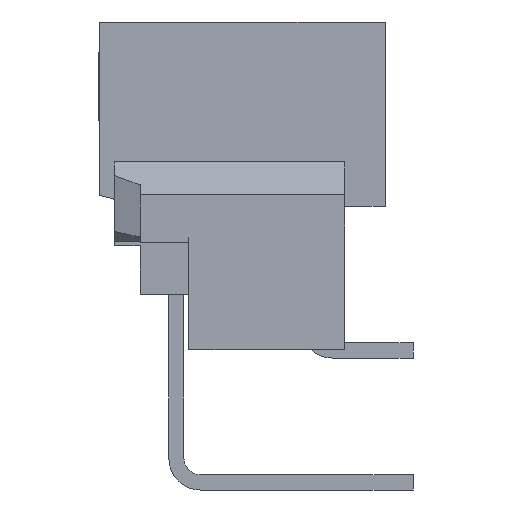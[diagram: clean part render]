
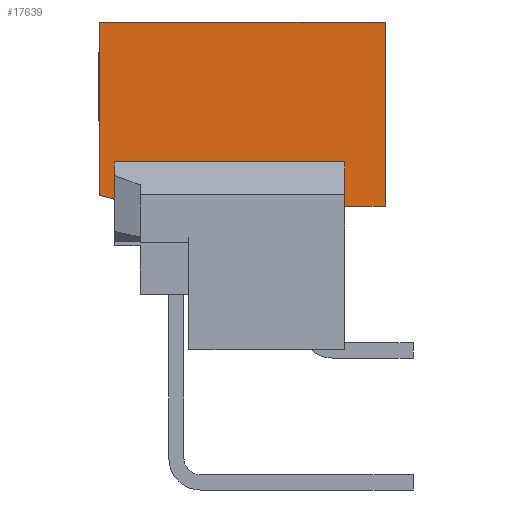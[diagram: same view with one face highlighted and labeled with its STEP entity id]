
A CAD part, left-side view. The second image highlights one B-rep face of the part: STEP entity #17639.
In plain terms, the highlighted planar face has unit normal (-1, 0, 0).
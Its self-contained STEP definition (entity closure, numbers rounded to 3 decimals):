
#277=DIRECTION('',(0.,0.,1.));
#278=VECTOR('',#277,1.705);
#279=CARTESIAN_POINT('',(-43.88,3.935,-7.09));
#280=LINE('',#279,#278);
#1533=DIRECTION('',(0.,1.,0.));
#1534=VECTOR('',#1533,7.87);
#1535=CARTESIAN_POINT('',(-43.88,-3.935,-5.385));
#1536=LINE('',#1535,#1534);
#1577=DIRECTION('',(0.,-0.966,-0.259));
#1578=VECTOR('',#1577,0.357);
#1579=CARTESIAN_POINT('',(-43.88,4.28,-6.998));
#1580=LINE('',#1579,#1578);
#1581=DIRECTION('',(0.,-1.,0.));
#1582=VECTOR('',#1581,11.);
#1583=CARTESIAN_POINT('',(-43.88,5.5,0.));
#1584=LINE('',#1583,#1582);
#1585=DIRECTION('',(0.,0.,1.));
#1586=VECTOR('',#1585,1.705);
#1587=CARTESIAN_POINT('',(-43.88,-3.935,-7.09));
#1588=LINE('',#1587,#1586);
#1601=DIRECTION('',(0.,-0.966,-0.259));
#1602=VECTOR('',#1601,1.263);
#1603=CARTESIAN_POINT('',(-43.88,5.5,-6.671));
#1604=LINE('',#1603,#1602);
#1617=DIRECTION('',(0.,0.,-1.));
#1618=VECTOR('',#1617,6.671);
#1619=CARTESIAN_POINT('',(-43.88,5.5,0.));
#1620=LINE('',#1619,#1618);
#1816=DIRECTION('',(0.,0.,1.));
#1817=VECTOR('',#1816,7.09);
#1818=CARTESIAN_POINT('',(-43.88,-5.5,-7.09));
#1819=LINE('',#1818,#1817);
#1828=DIRECTION('',(0.,-1.,0.));
#1829=VECTOR('',#1828,1.565);
#1830=CARTESIAN_POINT('',(-43.88,-3.935,-7.09));
#1831=LINE('',#1830,#1829);
#12279=CARTESIAN_POINT('',(-43.88,-3.935,-5.385));
#12280=CARTESIAN_POINT('',(-43.88,3.935,-5.385));
#12281=VERTEX_POINT('',#12279);
#12282=VERTEX_POINT('',#12280);
#12291=CARTESIAN_POINT('',(-43.88,5.5,0.));
#12292=CARTESIAN_POINT('',(-43.88,5.5,-6.671));
#12293=VERTEX_POINT('',#12291);
#12294=VERTEX_POINT('',#12292);
#12299=CARTESIAN_POINT('',(-43.88,-5.5,-7.09));
#12300=CARTESIAN_POINT('',(-43.88,-5.5,0.));
#12301=VERTEX_POINT('',#12299);
#12302=VERTEX_POINT('',#12300);
#12305=CARTESIAN_POINT('',(-43.88,-3.935,-7.09));
#12306=VERTEX_POINT('',#12305);
#15643=CARTESIAN_POINT('',(-43.88,3.935,-7.09));
#15645=VERTEX_POINT('',#15643);
#15647=CARTESIAN_POINT('',(-43.88,4.28,-6.998));
#15648=VERTEX_POINT('',#15647);
#17618=CARTESIAN_POINT('',(-43.88,-5.5,0.));
#17619=DIRECTION('',(1.,0.,0.));
#17620=DIRECTION('',(0.,0.,-1.));
#17621=AXIS2_PLACEMENT_3D('',#17618,#17619,#17620);
#17622=PLANE('',#17621);
#17623=ORIENTED_EDGE('',*,*,#17476,.F.);
#17625=ORIENTED_EDGE('',*,*,#17624,.F.);
#17627=ORIENTED_EDGE('',*,*,#17626,.F.);
#17629=ORIENTED_EDGE('',*,*,#17628,.T.);
#17631=ORIENTED_EDGE('',*,*,#17630,.F.);
#17633=ORIENTED_EDGE('',*,*,#17632,.F.);
#17634=ORIENTED_EDGE('',*,*,#16225,.T.);
#17635=ORIENTED_EDGE('',*,*,#17536,.T.);
#17636=ORIENTED_EDGE('',*,*,#16520,.F.);
#17637=EDGE_LOOP('',(#17623,#17625,#17627,#17629,#17631,#17633,#17634,#17635,
#17636));
#17638=FACE_OUTER_BOUND('',#17637,.F.);
#16225=EDGE_CURVE('',#12306,#12281,#1588,.T.);
#16520=EDGE_CURVE('',#15645,#12282,#280,.T.);
#17476=EDGE_CURVE('',#15648,#15645,#1580,.T.);
#17536=EDGE_CURVE('',#12281,#12282,#1536,.T.);
#17624=EDGE_CURVE('',#12294,#15648,#1604,.T.);
#17626=EDGE_CURVE('',#12293,#12294,#1620,.T.);
#17628=EDGE_CURVE('',#12293,#12302,#1584,.T.);
#17630=EDGE_CURVE('',#12301,#12302,#1819,.T.);
#17632=EDGE_CURVE('',#12306,#12301,#1831,.T.);
#17639=ADVANCED_FACE('',(#17638),#17622,.F.);
